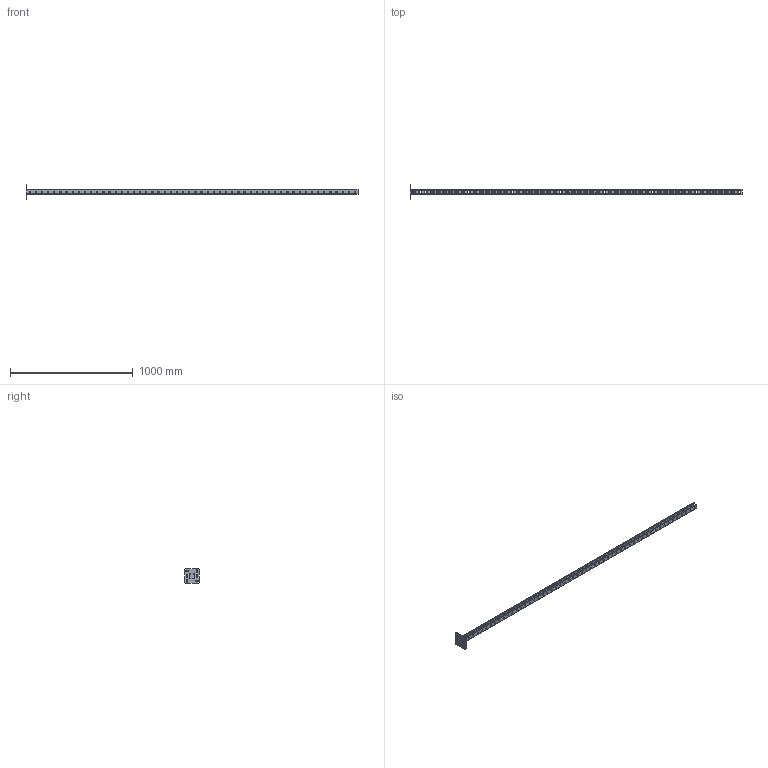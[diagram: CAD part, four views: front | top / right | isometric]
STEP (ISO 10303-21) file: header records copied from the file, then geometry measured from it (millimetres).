
FILE_DESCRIPTION (( 'STEP AP203' ), '1' );
FILE_NAME ('Êðîíøòåéí ïîòîëî÷íûé îäèíàðíûé_h41-2700.step', '2022-01-27T08:33:01', ( '' ), ( '' ), 'SwSTEP 2.0', 'SolidWorks 2017', '' );
FILE_SCHEMA (( 'CONFIG_CONTROL_DESIGN' ));
Length unit declared in the file: millimetre
Products named in the file (3): STRUT-镳铘桦黖h41-2700; Ïÿòêà ïîòîëî÷êàÿ; Êðîíøòåéí ïîòîëî÷íûé îäèíàðíûé_h41-2700
Assembly tree (2 placements, depth 2):
  Êðîíøòåéí ïîòîëî÷íûé îäèíàðíûé_h41-2700
    Ïÿòêà ïîòîëî÷êàÿ
    STRUT-镳铘桦黖h41-2700
Bounding box: 2706 x 120 x 120 mm (x, y, z)
Volume: 911563.6 mm3; surface area: 731835.4 mm2
Topology: 2 solids, 2 shells, 2338 faces, 6954 edges, 4620 vertices
Faces by surface type: plane 1984, cylinder 354
Entity records: 78319 total; most frequent: CARTESIAN_POINT 13917, ORIENTED_EDGE 13908, DIRECTION 12348, EDGE_CURVE 6954, VECTOR 6246, LINE 6246, VERTEX_POINT 4620, AXIS2_PLACEMENT_3D 3051
